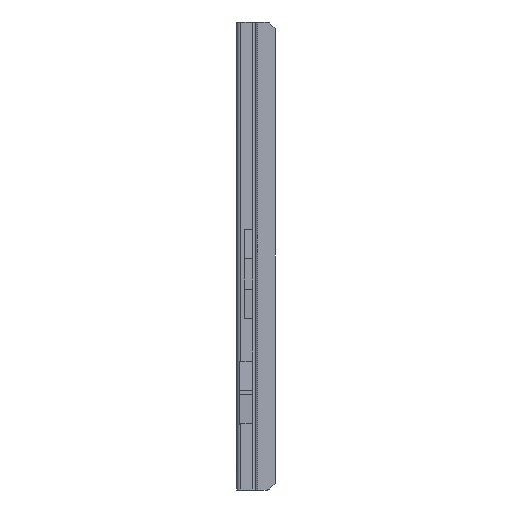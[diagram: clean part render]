
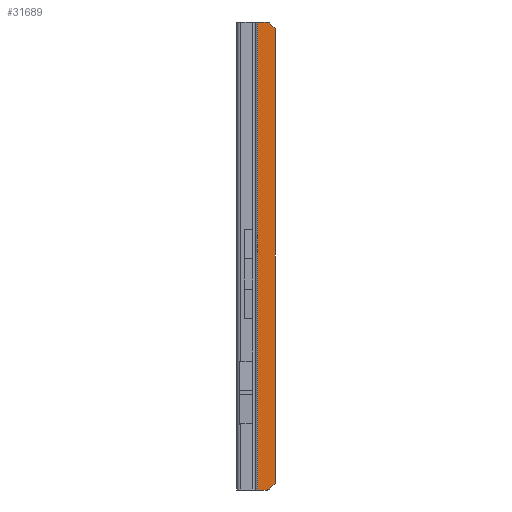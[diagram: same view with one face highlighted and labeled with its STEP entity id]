
A CAD part, front view. The second image highlights one B-rep face of the part: STEP entity #31689.
In plain terms, the highlighted planar face has unit normal (0, -1, 0).
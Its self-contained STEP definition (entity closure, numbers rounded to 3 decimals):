
#760 = CARTESIAN_POINT ( 'NONE',  ( 21., -2., -7.743 ) ) ;
#3207 = ORIENTED_EDGE ( 'NONE', *, *, #37839, .F. ) ;
#3855 = LINE ( 'NONE', #12587, #46150 ) ;
#3955 = LINE ( 'NONE', #15467, #9843 ) ;
#4625 = EDGE_CURVE ( 'NONE', #45959, #47641, #10477, .T. ) ;
#4769 = ORIENTED_EDGE ( 'NONE', *, *, #5802, .T. ) ;
#5802 = EDGE_CURVE ( 'NONE', #47641, #24535, #22506, .T. ) ;
#7866 = CARTESIAN_POINT ( 'NONE',  ( 11.6, -2., 0. ) ) ;
#8320 = VERTEX_POINT ( 'NONE', #7866 ) ;
#8406 = DIRECTION ( 'NONE',  ( 1., 0., 0. ) ) ;
#8586 = EDGE_LOOP ( 'NONE', ( #34325, #30819, #9540, #3207, #21351, #4769, #9723, #14012 ) ) ;
#8935 = VERTEX_POINT ( 'NONE', #13488 ) ;
#9065 = EDGE_CURVE ( 'NONE', #24535, #8935, #3955, .T. ) ;
#9495 = CARTESIAN_POINT ( 'NONE',  ( 11.6, -2., -550. ) ) ;
#9540 = ORIENTED_EDGE ( 'NONE', *, *, #46360, .T. ) ;
#9723 = ORIENTED_EDGE ( 'NONE', *, *, #9065, .T. ) ;
#9843 = VECTOR ( 'NONE', #14969, 1000. ) ;
#10200 = CIRCLE ( 'NONE', #33378, 4. ) ;
#10206 = FACE_OUTER_BOUND ( 'NONE', #8586, .T. ) ;
#10477 = LINE ( 'NONE', #25740, #39672 ) ;
#10610 = CARTESIAN_POINT ( 'NONE',  ( 0.5, -2., 0. ) ) ;
#11031 = CARTESIAN_POINT ( 'NONE',  ( 14.429, -2., -548.828 ) ) ;
#12587 = CARTESIAN_POINT ( 'NONE',  ( 0., -2., 0. ) ) ;
#13488 = CARTESIAN_POINT ( 'NONE',  ( 21., -2., -542.257 ) ) ;
#14012 = ORIENTED_EDGE ( 'NONE', *, *, #46698, .T. ) ;
#14969 = DIRECTION ( 'NONE',  ( 0.707, 0., 0.707 ) ) ;
#15467 = CARTESIAN_POINT ( 'NONE',  ( 14.429, -2., -548.828 ) ) ;
#15975 = CARTESIAN_POINT ( 'NONE',  ( 0.5, -2., -550. ) ) ;
#17444 = CARTESIAN_POINT ( 'NONE',  ( 0., -2., -550. ) ) ;
#18246 = DIRECTION ( 'NONE',  ( 1., 0., 0. ) ) ;
#19516 = DIRECTION ( 'NONE',  ( 0., 0., 1. ) ) ;
#19629 = DIRECTION ( 'NONE',  ( -1., 0., 0. ) ) ;
#20294 = DIRECTION ( 'NONE',  ( -0.707, 0., 0.707 ) ) ;
#20775 = LINE ( 'NONE', #42795, #38007 ) ;
#21351 = ORIENTED_EDGE ( 'NONE', *, *, #4625, .T. ) ;
#21781 = AXIS2_PLACEMENT_3D ( 'NONE', #42640, #35134, #8406 ) ;
#21888 = VERTEX_POINT ( 'NONE', #10610 ) ;
#22506 = CIRCLE ( 'NONE', #21781, 4. ) ;
#23273 = CARTESIAN_POINT ( 'NONE',  ( 0.5, -2., -550. ) ) ;
#24535 = VERTEX_POINT ( 'NONE', #11031 ) ;
#24727 = DIRECTION ( 'NONE',  ( 0., -1., 0. ) ) ;
#25287 = EDGE_CURVE ( 'NONE', #37449, #40360, #20775, .T. ) ;
#25740 = CARTESIAN_POINT ( 'NONE',  ( 21., -2., -550. ) ) ;
#25774 = DIRECTION ( 'NONE',  ( 0., 0., 1. ) ) ;
#26523 = LINE ( 'NONE', #23273, #33488 ) ;
#28488 = CARTESIAN_POINT ( 'NONE',  ( 11.6, -2., -4. ) ) ;
#29203 = DIRECTION ( 'NONE',  ( 0., 1., 0. ) ) ;
#30819 = ORIENTED_EDGE ( 'NONE', *, *, #47646, .T. ) ;
#31689 = ADVANCED_FACE ( 'NONE', ( #10206 ), #40965, .F. ) ;
#32513 = VECTOR ( 'NONE', #25774, 1000. ) ;
#33048 = CARTESIAN_POINT ( 'NONE',  ( 21., -2., 0. ) ) ;
#33378 = AXIS2_PLACEMENT_3D ( 'NONE', #28488, #24727, #47978 ) ;
#33488 = VECTOR ( 'NONE', #19516, 1000. ) ;
#33818 = AXIS2_PLACEMENT_3D ( 'NONE', #17444, #29203, #44466 ) ;
#34325 = ORIENTED_EDGE ( 'NONE', *, *, #25287, .T. ) ;
#35134 = DIRECTION ( 'NONE',  ( 0., -1., 0. ) ) ;
#36765 = LINE ( 'NONE', #33048, #32513 ) ;
#37449 = VERTEX_POINT ( 'NONE', #760 ) ;
#37839 = EDGE_CURVE ( 'NONE', #45959, #21888, #26523, .T. ) ;
#38007 = VECTOR ( 'NONE', #20294, 1000. ) ;
#39672 = VECTOR ( 'NONE', #18246, 1000. ) ;
#40360 = VERTEX_POINT ( 'NONE', #47891 ) ;
#40965 = PLANE ( 'NONE',  #33818 ) ;
#42640 = CARTESIAN_POINT ( 'NONE',  ( 11.6, -2., -546. ) ) ;
#42795 = CARTESIAN_POINT ( 'NONE',  ( 14.429, -2., -1.172 ) ) ;
#44466 = DIRECTION ( 'NONE',  ( -1., 0., 0. ) ) ;
#45959 = VERTEX_POINT ( 'NONE', #15975 ) ;
#46150 = VECTOR ( 'NONE', #19629, 1000. ) ;
#46360 = EDGE_CURVE ( 'NONE', #8320, #21888, #3855, .T. ) ;
#46698 = EDGE_CURVE ( 'NONE', #8935, #37449, #36765, .T. ) ;
#47641 = VERTEX_POINT ( 'NONE', #9495 ) ;
#47646 = EDGE_CURVE ( 'NONE', #40360, #8320, #10200, .T. ) ;
#47891 = CARTESIAN_POINT ( 'NONE',  ( 14.429, -2., -1.172 ) ) ;
#47978 = DIRECTION ( 'NONE',  ( -1., 0., 0. ) ) ;
